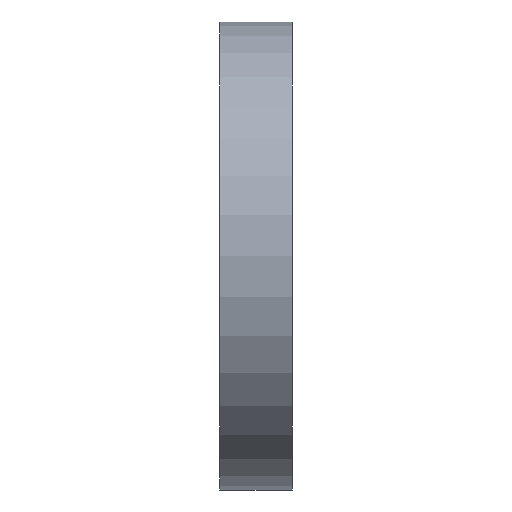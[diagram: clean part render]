
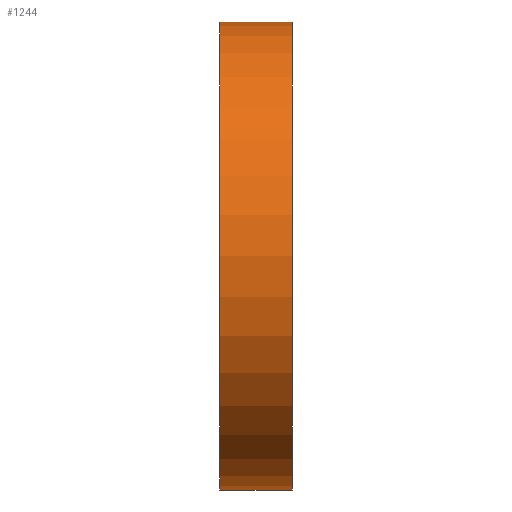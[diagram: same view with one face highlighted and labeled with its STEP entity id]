
A CAD part, left-side view. The second image highlights one B-rep face of the part: STEP entity #1244.
In plain terms, the highlighted cylindrical face has radius 40 mm (diameter 80 mm), a partial arc.
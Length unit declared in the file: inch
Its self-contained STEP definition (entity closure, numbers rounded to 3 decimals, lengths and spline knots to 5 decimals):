
#61 = EDGE_CURVE ( 'NONE', #3109, #2624, #1397, .T. ) ;
#78 = CARTESIAN_POINT ( 'NONE',  ( 0., 0., -1.5748 ) ) ;
#102 = CARTESIAN_POINT ( 'NONE',  ( 0., 0.48634, 1.5748 ) ) ;
#118 = VECTOR ( 'NONE', #1155, 39.37008 ) ;
#336 = VERTEX_POINT ( 'NONE', #3117 ) ;
#381 = DIRECTION ( 'NONE',  ( 0., 1., 0. ) ) ;
#386 = CIRCLE ( 'NONE', #2273, 1.5748 ) ;
#610 = EDGE_CURVE ( 'NONE', #336, #3255, #2417, .T. ) ;
#968 = AXIS2_PLACEMENT_3D ( 'NONE', #2423, #1146, #2178 ) ;
#1019 = ORIENTED_EDGE ( 'NONE', *, *, #2022, .T. ) ;
#1146 = DIRECTION ( 'NONE',  ( 0., 1., 0. ) ) ;
#1155 = DIRECTION ( 'NONE',  ( 0., -1., 0. ) ) ;
#1244 = ADVANCED_FACE ( 'NONE', ( #2144 ), #3137, .T. ) ;
#1397 = LINE ( 'NONE', #102, #118 ) ;
#1447 = EDGE_CURVE ( 'NONE', #336, #3109, #386, .T. ) ;
#1552 = VECTOR ( 'NONE', #2219, 39.37008 ) ;
#1592 = DIRECTION ( 'NONE',  ( 0., -1., 0. ) ) ;
#1610 = CARTESIAN_POINT ( 'NONE',  ( 0., 0.48634, 0. ) ) ;
#1682 = DIRECTION ( 'NONE',  ( 0., 0., 1. ) ) ;
#1699 = CARTESIAN_POINT ( 'NONE',  ( 0., 0.48634, 0. ) ) ;
#1944 = ORIENTED_EDGE ( 'NONE', *, *, #610, .T. ) ;
#2022 = EDGE_CURVE ( 'NONE', #3255, #2624, #2033, .T. ) ;
#2033 = CIRCLE ( 'NONE', #968, 1.5748 ) ;
#2085 = EDGE_LOOP ( 'NONE', ( #3331, #2107, #1944, #1019 ) ) ;
#2107 = ORIENTED_EDGE ( 'NONE', *, *, #1447, .F. ) ;
#2144 = FACE_OUTER_BOUND ( 'NONE', #2085, .T. ) ;
#2178 = DIRECTION ( 'NONE',  ( 0., 0., 1. ) ) ;
#2219 = DIRECTION ( 'NONE',  ( 0., -1., 0. ) ) ;
#2273 = AXIS2_PLACEMENT_3D ( 'NONE', #1699, #381, #1682 ) ;
#2417 = LINE ( 'NONE', #2709, #1552 ) ;
#2423 = CARTESIAN_POINT ( 'NONE',  ( 0., 0., 0. ) ) ;
#2624 = VERTEX_POINT ( 'NONE', #2689 ) ;
#2639 = AXIS2_PLACEMENT_3D ( 'NONE', #1610, #1592, #3187 ) ;
#2689 = CARTESIAN_POINT ( 'NONE',  ( 0., 0., 1.5748 ) ) ;
#2709 = CARTESIAN_POINT ( 'NONE',  ( 0., 0.48634, -1.5748 ) ) ;
#3052 = CARTESIAN_POINT ( 'NONE',  ( 0., 0.48634, 1.5748 ) ) ;
#3109 = VERTEX_POINT ( 'NONE', #3052 ) ;
#3117 = CARTESIAN_POINT ( 'NONE',  ( 0., 0.48634, -1.5748 ) ) ;
#3137 = CYLINDRICAL_SURFACE ( 'NONE', #2639, 1.5748 ) ;
#3187 = DIRECTION ( 'NONE',  ( 0., 0., -1. ) ) ;
#3255 = VERTEX_POINT ( 'NONE', #78 ) ;
#3331 = ORIENTED_EDGE ( 'NONE', *, *, #61, .F. ) ;
